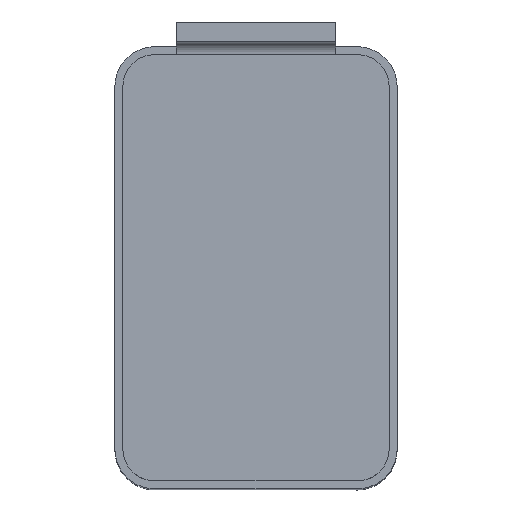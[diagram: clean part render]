
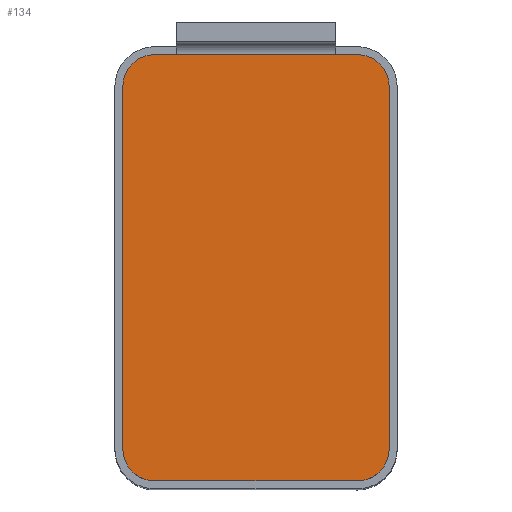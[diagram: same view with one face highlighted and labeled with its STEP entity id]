
A CAD part, top view. The second image highlights one B-rep face of the part: STEP entity #134.
In plain terms, the highlighted planar face has unit normal (0, 0, 1).
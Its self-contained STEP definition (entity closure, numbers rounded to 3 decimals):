
#134=ADVANCED_FACE('',(#217),#182,.T.);
#182=PLANE('',#1099);
#217=FACE_OUTER_BOUND('',#269,.T.);
#269=EDGE_LOOP('',(#437,#438,#439,#440,#441,#442,#443,#444,#445,#446));
#320=CIRCLE('',#1079,3.);
#322=CIRCLE('',#1083,3.);
#324=CIRCLE('',#1087,3.);
#330=CIRCLE('',#1097,3.);
#437=ORIENTED_EDGE('',*,*,#789,.T.);
#438=ORIENTED_EDGE('',*,*,#795,.T.);
#439=ORIENTED_EDGE('',*,*,#792,.T.);
#440=ORIENTED_EDGE('',*,*,#794,.T.);
#441=ORIENTED_EDGE('',*,*,#762,.T.);
#442=ORIENTED_EDGE('',*,*,#765,.T.);
#443=ORIENTED_EDGE('',*,*,#768,.T.);
#444=ORIENTED_EDGE('',*,*,#771,.T.);
#445=ORIENTED_EDGE('',*,*,#774,.T.);
#446=ORIENTED_EDGE('',*,*,#777,.T.);
#665=VERTEX_POINT('',#1523);
#668=VERTEX_POINT('',#1528);
#670=VERTEX_POINT('',#1534);
#672=VERTEX_POINT('',#1540);
#674=VERTEX_POINT('',#1546);
#676=VERTEX_POINT('',#1552);
#678=VERTEX_POINT('',#1558);
#681=VERTEX_POINT('',#1566);
#684=VERTEX_POINT('',#1574);
#688=VERTEX_POINT('',#1586);
#762=EDGE_CURVE('',#665,#668,#890,.T.);
#765=EDGE_CURVE('',#668,#670,#320,.T.);
#768=EDGE_CURVE('',#670,#672,#894,.T.);
#771=EDGE_CURVE('',#672,#674,#322,.T.);
#774=EDGE_CURVE('',#674,#676,#898,.T.);
#777=EDGE_CURVE('',#676,#678,#324,.T.);
#789=EDGE_CURVE('',#678,#681,#907,.T.);
#792=EDGE_CURVE('',#684,#688,#910,.T.);
#794=EDGE_CURVE('',#688,#665,#330,.T.);
#795=EDGE_CURVE('',#681,#684,#911,.T.);
#890=LINE('',#1529,#990);
#894=LINE('',#1541,#994);
#898=LINE('',#1553,#998);
#907=LINE('',#1582,#1007);
#910=LINE('',#1587,#1010);
#911=LINE('',#1592,#1011);
#990=VECTOR('',#1219,1.);
#994=VECTOR('',#1231,1.);
#998=VECTOR('',#1243,1.);
#1007=VECTOR('',#1272,1.);
#1010=VECTOR('',#1275,1.);
#1011=VECTOR('',#1284,1.);
#1079=AXIS2_PLACEMENT_3D('',#1535,#1225,#1226);
#1083=AXIS2_PLACEMENT_3D('',#1547,#1237,#1238);
#1087=AXIS2_PLACEMENT_3D('',#1559,#1249,#1250);
#1097=AXIS2_PLACEMENT_3D('',#1590,#1280,#1281);
#1099=AXIS2_PLACEMENT_3D('',#1593,#1285,#1286);
#1219=DIRECTION('',(0.,-1.,0.));
#1225=DIRECTION('',(0.,0.,1.));
#1226=DIRECTION('',(1.,0.,0.));
#1231=DIRECTION('',(1.,0.,0.));
#1237=DIRECTION('',(0.,0.,1.));
#1238=DIRECTION('',(1.,0.,0.));
#1243=DIRECTION('',(0.,1.,0.));
#1249=DIRECTION('',(0.,0.,1.));
#1250=DIRECTION('',(1.,0.,0.));
#1272=DIRECTION('',(-1.,0.,0.));
#1275=DIRECTION('',(-1.,0.,0.));
#1280=DIRECTION('',(0.,0.,1.));
#1281=DIRECTION('',(1.,0.,0.));
#1284=DIRECTION('',(-1.,0.,0.));
#1285=DIRECTION('',(0.,0.,1.));
#1286=DIRECTION('',(1.,0.,0.));
#1523=CARTESIAN_POINT('',(1.781,38.037,1.8));
#1528=CARTESIAN_POINT('',(1.781,4.037,1.8));
#1529=CARTESIAN_POINT('',(1.781,38.037,1.8));
#1534=CARTESIAN_POINT('',(4.781,1.037,1.8));
#1535=CARTESIAN_POINT('',(4.781,4.037,1.8));
#1540=CARTESIAN_POINT('',(23.781,1.037,1.8));
#1541=CARTESIAN_POINT('',(4.781,1.037,1.8));
#1546=CARTESIAN_POINT('',(26.781,4.037,1.8));
#1547=CARTESIAN_POINT('',(23.781,4.037,1.8));
#1552=CARTESIAN_POINT('',(26.781,38.037,1.8));
#1553=CARTESIAN_POINT('',(26.781,4.037,1.8));
#1558=CARTESIAN_POINT('',(23.781,41.037,1.8));
#1559=CARTESIAN_POINT('',(23.781,38.037,1.8));
#1566=CARTESIAN_POINT('',(21.781,41.037,1.8));
#1574=CARTESIAN_POINT('',(6.781,41.037,1.8));
#1582=CARTESIAN_POINT('',(23.781,41.037,1.8));
#1586=CARTESIAN_POINT('',(4.781,41.037,1.8));
#1587=CARTESIAN_POINT('',(6.781,41.037,1.8));
#1590=CARTESIAN_POINT('',(4.781,38.037,1.8));
#1592=CARTESIAN_POINT('',(6.781,41.037,1.8));
#1593=CARTESIAN_POINT('',(4.781,4.037,1.8));
